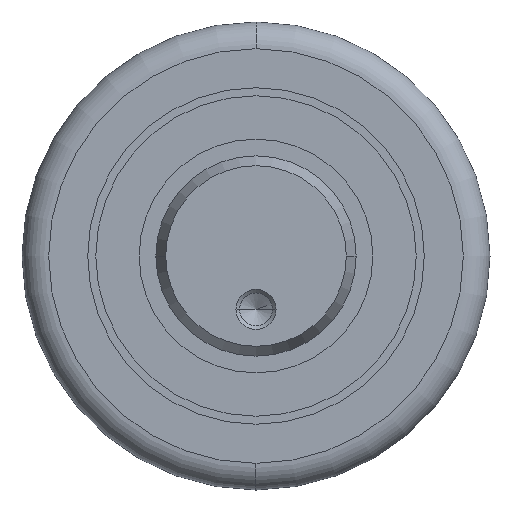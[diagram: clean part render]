
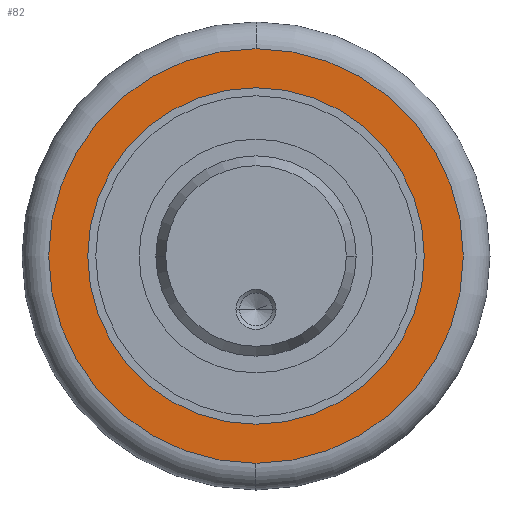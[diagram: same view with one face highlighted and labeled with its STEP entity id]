
A CAD part, left-side view. The second image highlights one B-rep face of the part: STEP entity #82.
In plain terms, the highlighted planar face has unit normal (-1, 0, 0).
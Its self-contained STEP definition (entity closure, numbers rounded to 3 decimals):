
#82=ADVANCED_FACE('',(#170,#171),#172,.T.);
#170=FACE_BOUND('',#274,.T.);
#171=FACE_OUTER_BOUND('',#275,.T.);
#172=PLANE('',#276);
#274=EDGE_LOOP('',(#576,#577));
#275=EDGE_LOOP('',(#578,#579,#580));
#276=AXIS2_PLACEMENT_3D('',#581,#582,#583);
#576=ORIENTED_EDGE('',*,*,#762,.T.);
#577=ORIENTED_EDGE('',*,*,#706,.T.);
#578=ORIENTED_EDGE('',*,*,#683,.T.);
#579=ORIENTED_EDGE('',*,*,#767,.T.);
#580=ORIENTED_EDGE('',*,*,#684,.T.);
#581=CARTESIAN_POINT('',(10.5,15.525,0.));
#582=DIRECTION('',(-1.0,0.,0.));
#583=DIRECTION('',(0.,1.0,0.));
#683=EDGE_CURVE('',#810,#808,#811,.T.);
#684=EDGE_CURVE('',#802,#810,#812,.T.);
#706=EDGE_CURVE('',#847,#851,#853,.T.);
#762=EDGE_CURVE('',#851,#847,#944,.T.);
#767=EDGE_CURVE('',#808,#802,#949,.T.);
#802=VERTEX_POINT('',#990);
#808=VERTEX_POINT('',#996);
#810=VERTEX_POINT('',#998);
#811=CIRCLE('',#999,31.05);
#812=CIRCLE('',#1000,31.05);
#847=VERTEX_POINT('',#1041);
#851=VERTEX_POINT('',#1046);
#853=CIRCLE('',#1049,25.2);
#944=CIRCLE('',#1337,25.2);
#949=CIRCLE('',#1342,31.05);
#990=CARTESIAN_POINT('',(10.5,0.,31.05));
#996=CARTESIAN_POINT('',(10.5,0.,-31.05));
#998=CARTESIAN_POINT('',(10.5,31.05,0.));
#999=AXIS2_PLACEMENT_3D('',#1388,#1389,#1390);
#1000=AXIS2_PLACEMENT_3D('',#1391,#1392,#1393);
#1041=CARTESIAN_POINT('',(10.5,0.,-25.2));
#1046=CARTESIAN_POINT('',(10.5,0.,25.2));
#1049=AXIS2_PLACEMENT_3D('',#1441,#1442,#1443);
#1337=AXIS2_PLACEMENT_3D('',#1527,#1528,#1529);
#1342=AXIS2_PLACEMENT_3D('',#1542,#1543,#1544);
#1388=CARTESIAN_POINT('',(10.5,0.0,0.));
#1389=DIRECTION('',(-1.0,0.0,0.));
#1390=DIRECTION('',(0.0,1.0,0.0));
#1391=CARTESIAN_POINT('',(10.5,0.0,0.));
#1392=DIRECTION('',(-1.0,0.0,0.));
#1393=DIRECTION('',(0.0,1.0,0.0));
#1441=CARTESIAN_POINT('',(10.5,0.0,0.0));
#1442=DIRECTION('',(1.0,0.,0.));
#1443=DIRECTION('',(0.,0.,-1.0));
#1527=CARTESIAN_POINT('',(10.5,0.0,0.0));
#1528=DIRECTION('',(1.0,0.,0.));
#1529=DIRECTION('',(0.,0.,-1.0));
#1542=CARTESIAN_POINT('',(10.5,0.0,0.));
#1543=DIRECTION('',(-1.0,0.0,0.));
#1544=DIRECTION('',(0.0,1.0,0.0));
